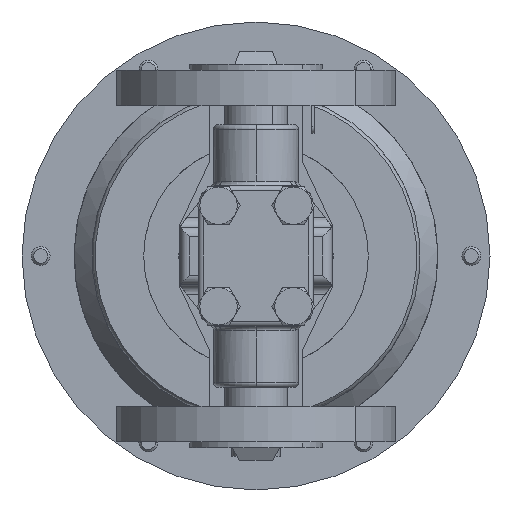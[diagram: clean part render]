
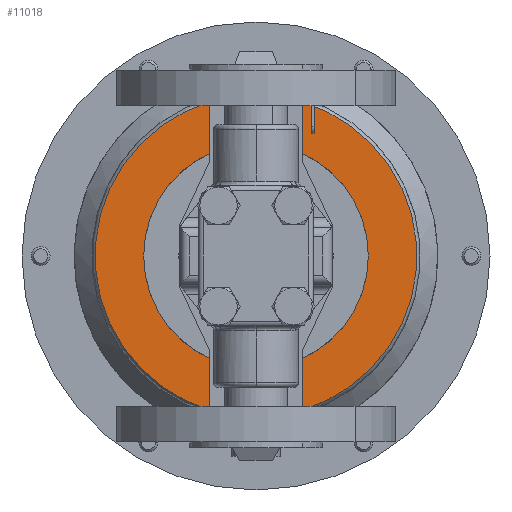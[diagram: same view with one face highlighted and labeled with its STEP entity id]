
A CAD part, front view. The second image highlights one B-rep face of the part: STEP entity #11018.
In plain terms, the highlighted planar face has unit normal (0, -1, 0).
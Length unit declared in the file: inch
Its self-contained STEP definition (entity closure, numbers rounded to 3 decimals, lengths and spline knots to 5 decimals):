
#9 = CARTESIAN_POINT ( 'NONE',  ( 1.98335, 10.94104, 6.34294 ) ) ;
#354 = CIRCLE ( 'NONE', #8966, 2.1925 ) ;
#379 = CIRCLE ( 'NONE', #6944, 2.4285 ) ;
#686 = ORIENTED_EDGE ( 'NONE', *, *, #22646, .T. ) ;
#1073 = CIRCLE ( 'NONE', #16633, 1.5 ) ;
#1133 = CARTESIAN_POINT ( 'NONE',  ( 0.81335, 10.94104, 6.2975 ) ) ;
#1340 = ORIENTED_EDGE ( 'NONE', *, *, #18771, .T. ) ;
#1360 = LINE ( 'NONE', #12724, #13245 ) ;
#1560 = DIRECTION ( 'NONE',  ( -1., 0., 0. ) ) ;
#1660 = ORIENTED_EDGE ( 'NONE', *, *, #26230, .T. ) ;
#1706 = CARTESIAN_POINT ( 'NONE',  ( 0.93835, 10.94104, 4.22992 ) ) ;
#1922 = CARTESIAN_POINT ( 'NONE',  ( 1.98335, 10.94104, 1.87294 ) ) ;
#1989 = DIRECTION ( 'NONE',  ( 0., 0., -1. ) ) ;
#2399 = DIRECTION ( 'NONE',  ( 0., 0., 1. ) ) ;
#3603 = DIRECTION ( 'NONE',  ( 0., -1., 0. ) ) ;
#3864 = CARTESIAN_POINT ( 'NONE',  ( 0.81335, 10.94104, 1.87294 ) ) ;
#3941 = CARTESIAN_POINT ( 'NONE',  ( 1.39835, 10.94104, 4.22992 ) ) ;
#4423 = CIRCLE ( 'NONE', #30124, 2.14874 ) ;
#5855 = EDGE_LOOP ( 'NONE', ( #19009, #26202 ) ) ;
#6328 = ORIENTED_EDGE ( 'NONE', *, *, #25333, .T. ) ;
#6352 = DIRECTION ( 'NONE',  ( 0., 0., -1. ) ) ;
#6846 = LINE ( 'NONE', #9, #8328 ) ;
#6944 = AXIS2_PLACEMENT_3D ( 'NONE', #13785, #30213, #16110 ) ;
#7521 = ORIENTED_EDGE ( 'NONE', *, *, #10169, .T. ) ;
#7546 = VERTEX_POINT ( 'NONE', #24094 ) ;
#7855 = DIRECTION ( 'NONE',  ( 0., -1., 0. ) ) ;
#7958 = CARTESIAN_POINT ( 'NONE',  ( 2.89835, 10.94104, 4.22992 ) ) ;
#8286 = ORIENTED_EDGE ( 'NONE', *, *, #8761, .T. ) ;
#8328 = VECTOR ( 'NONE', #2399, 39.37008 ) ;
#8466 = VERTEX_POINT ( 'NONE', #17051 ) ;
#8668 = EDGE_CURVE ( 'NONE', #30407, #15105, #354, .T. ) ;
#8693 = CARTESIAN_POINT ( 'NONE',  ( 0.81335, 10.94104, 6.34294 ) ) ;
#8761 = EDGE_CURVE ( 'NONE', #12830, #21646, #4423, .T. ) ;
#8966 = AXIS2_PLACEMENT_3D ( 'NONE', #3941, #20387, #6352 ) ;
#9693 = CARTESIAN_POINT ( 'NONE',  ( 1.98335, 10.94104, 6.34294 ) ) ;
#9752 = AXIS2_PLACEMENT_3D ( 'NONE', #17713, #3603, #20043 ) ;
#10169 = EDGE_CURVE ( 'NONE', #15963, #20078, #22377, .T. ) ;
#10360 = DIRECTION ( 'NONE',  ( 0., 0., 1. ) ) ;
#11018 = ADVANCED_FACE ( 'NONE', ( #26410, #19425 ), #29940, .F. ) ;
#11038 = ORIENTED_EDGE ( 'NONE', *, *, #29486, .T. ) ;
#11436 = LINE ( 'NONE', #8693, #23092 ) ;
#11629 = ORIENTED_EDGE ( 'NONE', *, *, #20768, .T. ) ;
#11953 = CARTESIAN_POINT ( 'NONE',  ( 0.81335, 10.94104, 6.34294 ) ) ;
#12452 = VECTOR ( 'NONE', #14295, 39.37008 ) ;
#12724 = CARTESIAN_POINT ( 'NONE',  ( 1.98335, 10.94104, 6.34294 ) ) ;
#12830 = VERTEX_POINT ( 'NONE', #26902 ) ;
#13192 = LINE ( 'NONE', #11953, #12452 ) ;
#13245 = VECTOR ( 'NONE', #10360, 39.37008 ) ;
#13430 = CIRCLE ( 'NONE', #9752, 2.4285 ) ;
#13521 = DIRECTION ( 'NONE',  ( 0., 1., 0. ) ) ;
#13588 = VERTEX_POINT ( 'NONE', #7958 ) ;
#13748 = CARTESIAN_POINT ( 'NONE',  ( 0.81335, 10.94104, 2.16235 ) ) ;
#13779 = DIRECTION ( 'NONE',  ( 0., -1., 0. ) ) ;
#13785 = CARTESIAN_POINT ( 'NONE',  ( 1.39835, 10.94104, 4.22992 ) ) ;
#14295 = DIRECTION ( 'NONE',  ( 0., 0., -1. ) ) ;
#14314 = CIRCLE ( 'NONE', #27661, 1.5 ) ;
#15033 = EDGE_LOOP ( 'NONE', ( #8286, #1340, #16773, #686, #7521, #11038, #1660, #6328, #11629 ) ) ;
#15105 = VERTEX_POINT ( 'NONE', #28848 ) ;
#15698 = DIRECTION ( 'NONE',  ( 0., -1., 0. ) ) ;
#15963 = VERTEX_POINT ( 'NONE', #1133 ) ;
#16110 = DIRECTION ( 'NONE',  ( 0., 0., -1. ) ) ;
#16127 = DIRECTION ( 'NONE',  ( 0., -1., 0. ) ) ;
#16633 = AXIS2_PLACEMENT_3D ( 'NONE', #21859, #7855, #24258 ) ;
#16773 = ORIENTED_EDGE ( 'NONE', *, *, #8668, .T. ) ;
#17051 = CARTESIAN_POINT ( 'NONE',  ( 1.39835, 10.94104, 1.80142 ) ) ;
#17713 = CARTESIAN_POINT ( 'NONE',  ( 1.39835, 10.94104, 4.22992 ) ) ;
#18006 = DIRECTION ( 'NONE',  ( 0., 0., -1. ) ) ;
#18771 = EDGE_CURVE ( 'NONE', #21646, #30407, #1360, .T. ) ;
#19009 = ORIENTED_EDGE ( 'NONE', *, *, #29050, .F. ) ;
#19425 = FACE_OUTER_BOUND ( 'NONE', #15033, .T. ) ;
#20043 = DIRECTION ( 'NONE',  ( 0., 0., -1. ) ) ;
#20078 = VERTEX_POINT ( 'NONE', #13748 ) ;
#20387 = DIRECTION ( 'NONE',  ( 0., -1., 0. ) ) ;
#20496 = DIRECTION ( 'NONE',  ( 0., 0., -1. ) ) ;
#20514 = CARTESIAN_POINT ( 'NONE',  ( 1.98335, 10.94104, 6.2975 ) ) ;
#20768 = EDGE_CURVE ( 'NONE', #23209, #12830, #6846, .T. ) ;
#21646 = VERTEX_POINT ( 'NONE', #20514 ) ;
#21859 = CARTESIAN_POINT ( 'NONE',  ( 1.39835, 10.94104, 4.22992 ) ) ;
#22377 = CIRCLE ( 'NONE', #23795, 2.14874 ) ;
#22646 = EDGE_CURVE ( 'NONE', #15105, #15963, #13192, .T. ) ;
#22937 = AXIS2_PLACEMENT_3D ( 'NONE', #1706, #13521, #20496 ) ;
#23092 = VECTOR ( 'NONE', #18006, 39.37008 ) ;
#23209 = VERTEX_POINT ( 'NONE', #1922 ) ;
#23795 = AXIS2_PLACEMENT_3D ( 'NONE', #27817, #13779, #30211 ) ;
#24094 = CARTESIAN_POINT ( 'NONE',  ( -0.10165, 10.94104, 4.22992 ) ) ;
#24258 = DIRECTION ( 'NONE',  ( -1., 0., 0. ) ) ;
#24588 = VERTEX_POINT ( 'NONE', #3864 ) ;
#25333 = EDGE_CURVE ( 'NONE', #8466, #23209, #13430, .T. ) ;
#26202 = ORIENTED_EDGE ( 'NONE', *, *, #27370, .F. ) ;
#26230 = EDGE_CURVE ( 'NONE', #24588, #8466, #379, .T. ) ;
#26410 = FACE_BOUND ( 'NONE', #5855, .T. ) ;
#26902 = CARTESIAN_POINT ( 'NONE',  ( 1.98335, 10.94104, 2.16235 ) ) ;
#27370 = EDGE_CURVE ( 'NONE', #13588, #7546, #1073, .T. ) ;
#27661 = AXIS2_PLACEMENT_3D ( 'NONE', #29792, #15698, #1560 ) ;
#27817 = CARTESIAN_POINT ( 'NONE',  ( 1.39835, 10.94104, 4.22992 ) ) ;
#28848 = CARTESIAN_POINT ( 'NONE',  ( 0.81335, 10.94104, 6.34294 ) ) ;
#29050 = EDGE_CURVE ( 'NONE', #7546, #13588, #14314, .T. ) ;
#29486 = EDGE_CURVE ( 'NONE', #20078, #24588, #11436, .T. ) ;
#29792 = CARTESIAN_POINT ( 'NONE',  ( 1.39835, 10.94104, 4.22992 ) ) ;
#29940 = PLANE ( 'NONE',  #22937 ) ;
#30124 = AXIS2_PLACEMENT_3D ( 'NONE', #30232, #16127, #1989 ) ;
#30211 = DIRECTION ( 'NONE',  ( 0., 0., -1. ) ) ;
#30213 = DIRECTION ( 'NONE',  ( 0., -1., 0. ) ) ;
#30232 = CARTESIAN_POINT ( 'NONE',  ( 1.39835, 10.94104, 4.22992 ) ) ;
#30407 = VERTEX_POINT ( 'NONE', #9693 ) ;
